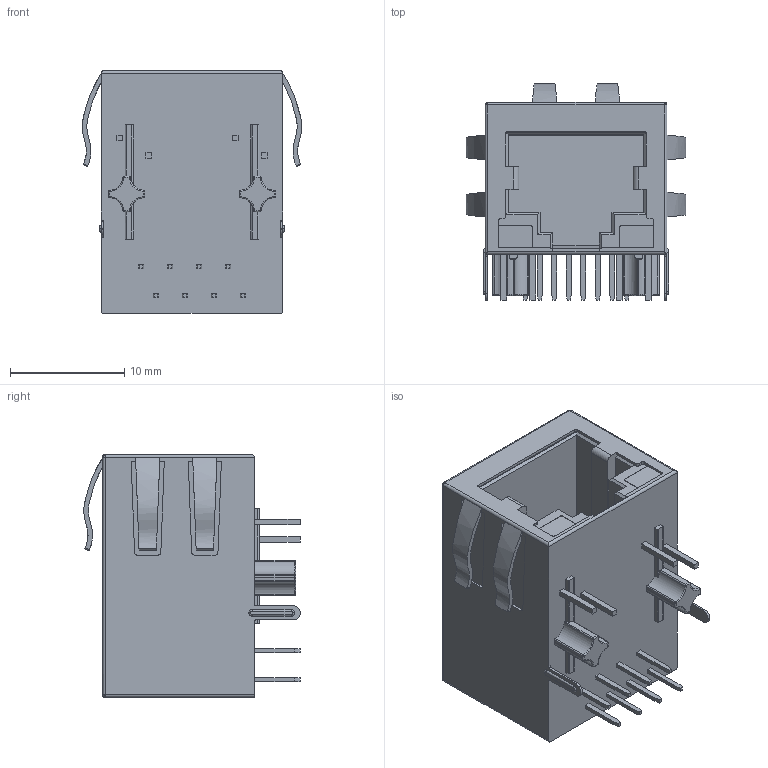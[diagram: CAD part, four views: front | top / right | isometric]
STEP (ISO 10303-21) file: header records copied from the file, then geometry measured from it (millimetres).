
FILE_DESCRIPTION (( 'STEP AP214' ), '1' );
FILE_NAME ('TMJ0026ABNL.STEP', '2022-11-04T10:55:17', ( '' ), ( '' ), 'SwSTEP 2.0', 'SolidWorks 2022', '' );
FILE_SCHEMA (( 'AUTOMOTIVE_DESIGN' ));
Length unit declared in the file: millimetre
Products named in the file (1): TMJ0026ABNL
Bounding box: 19.22 x 18.94 x 21.25 mm (x, y, z)
Volume: 3641.3 mm3; surface area: 2540.9 mm2
Topology: 1 solids, 1 shells, 737 faces, 1927 edges, 1254 vertices
Faces by surface type: plane 442, bspline 150, cylinder 105, sphere 24, torus 16
Entity records: 30900 total; most frequent: CARTESIAN_POINT 13616, ORIENTED_EDGE 3854, DIRECTION 3031, EDGE_CURVE 1927, VECTOR 1347, LINE 1347, VERTEX_POINT 1254, AXIS2_PLACEMENT_3D 842
